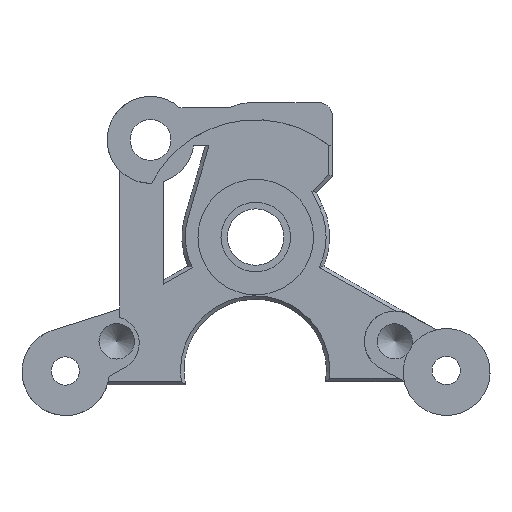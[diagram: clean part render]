
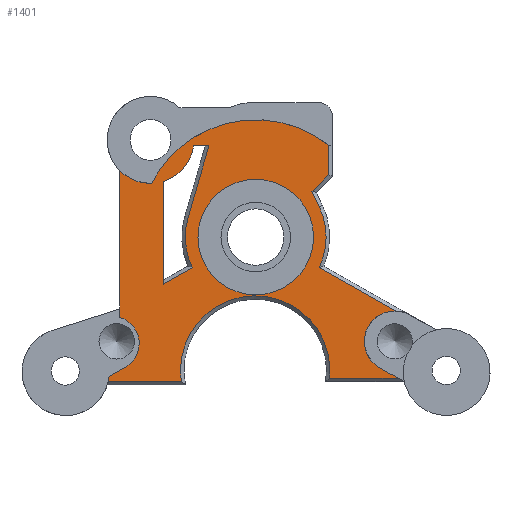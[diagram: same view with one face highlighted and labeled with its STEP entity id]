
A CAD part, front view. The second image highlights one B-rep face of the part: STEP entity #1401.
In plain terms, the highlighted planar face has unit normal (0, -1, 0).
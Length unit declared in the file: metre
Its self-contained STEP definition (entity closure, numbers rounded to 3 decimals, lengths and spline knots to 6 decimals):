
#59=CIRCLE('',#1471,0.013726);
#62=CIRCLE('',#1476,0.005);
#68=CIRCLE('',#1488,0.0035);
#72=CIRCLE('',#1494,0.00665);
#76=CIRCLE('',#1507,0.0081);
#77=CIRCLE('',#1510,0.0086);
#78=CIRCLE('',#1514,0.0081);
#89=CIRCLE('',#1543,0.003124);
#91=CIRCLE('',#1547,0.0135);
#93=CIRCLE('',#1554,0.005);
#96=CIRCLE('',#1562,0.00502);
#119=LINE('',#2003,#234);
#161=LINE('',#2174,#276);
#192=LINE('',#2284,#307);
#195=LINE('',#2290,#310);
#198=LINE('',#2298,#313);
#200=LINE('',#2309,#315);
#201=LINE('',#2316,#316);
#209=LINE('',#2345,#324);
#210=LINE('',#2347,#325);
#217=LINE('',#2371,#332);
#222=LINE('',#2391,#337);
#225=LINE('',#2396,#340);
#226=LINE('',#2398,#341);
#231=LINE('',#2420,#346);
#234=VECTOR('',#1578,1.);
#276=VECTOR('',#1714,1.);
#307=VECTOR('',#1819,1.);
#310=VECTOR('',#1824,1.);
#313=VECTOR('',#1833,1.);
#315=VECTOR('',#1841,1.);
#316=VECTOR('',#1844,1.);
#324=VECTOR('',#1880,1.);
#325=VECTOR('',#1883,1.);
#332=VECTOR('',#1912,1.);
#337=VECTOR('',#1937,1.);
#340=VECTOR('',#1942,1.);
#341=VECTOR('',#1945,1.);
#346=VECTOR('',#1976,1.);
#677=ORIENTED_EDGE('',*,*,#821,.T.);
#678=ORIENTED_EDGE('',*,*,#920,.T.);
#679=ORIENTED_EDGE('',*,*,#917,.F.);
#680=ORIENTED_EDGE('',*,*,#814,.F.);
#681=ORIENTED_EDGE('',*,*,#909,.F.);
#682=ORIENTED_EDGE('',*,*,#904,.T.);
#683=ORIENTED_EDGE('',*,*,#928,.T.);
#684=ORIENTED_EDGE('',*,*,#929,.T.);
#685=ORIENTED_EDGE('',*,*,#873,.F.);
#686=ORIENTED_EDGE('',*,*,#741,.T.);
#687=ORIENTED_EDGE('',*,*,#893,.F.);
#688=ORIENTED_EDGE('',*,*,#843,.F.);
#689=ORIENTED_EDGE('',*,*,#865,.T.);
#690=ORIENTED_EDGE('',*,*,#871,.T.);
#691=ORIENTED_EDGE('',*,*,#872,.T.);
#692=ORIENTED_EDGE('',*,*,#868,.T.);
#693=ORIENTED_EDGE('',*,*,#892,.T.);
#694=ORIENTED_EDGE('',*,*,#913,.T.);
#695=ORIENTED_EDGE('',*,*,#918,.F.);
#696=ORIENTED_EDGE('',*,*,#827,.F.);
#697=ORIENTED_EDGE('',*,*,#914,.T.);
#698=ORIENTED_EDGE('',*,*,#878,.T.);
#699=ORIENTED_EDGE('',*,*,#881,.T.);
#700=ORIENTED_EDGE('',*,*,#876,.T.);
#701=ORIENTED_EDGE('',*,*,#847,.F.);
#741=EDGE_CURVE('',#933,#936,#119,.T.);
#814=EDGE_CURVE('',#986,#984,#161,.T.);
#821=EDGE_CURVE('',#994,#993,#59,.T.);
#827=EDGE_CURVE('',#998,#997,#62,.T.);
#843=EDGE_CURVE('',#1011,#1008,#68,.T.);
#847=EDGE_CURVE('',#1015,#1015,#72,.T.);
#865=EDGE_CURVE('',#1011,#1024,#192,.T.);
#868=EDGE_CURVE('',#1027,#1026,#195,.T.);
#871=EDGE_CURVE('',#1024,#1028,#76,.T.);
#872=EDGE_CURVE('',#1028,#1027,#198,.T.);
#873=EDGE_CURVE('',#933,#1029,#77,.T.);
#876=EDGE_CURVE('',#1031,#1030,#200,.T.);
#878=EDGE_CURVE('',#1032,#1033,#201,.T.);
#881=EDGE_CURVE('',#1033,#1031,#78,.T.);
#892=EDGE_CURVE('',#1026,#1038,#209,.T.);
#893=EDGE_CURVE('',#1008,#936,#210,.T.);
#904=EDGE_CURVE('',#1045,#1043,#217,.T.);
#909=EDGE_CURVE('',#1045,#986,#89,.T.);
#913=EDGE_CURVE('',#1038,#994,#91,.T.);
#914=EDGE_CURVE('',#998,#1032,#222,.T.);
#917=EDGE_CURVE('',#984,#1050,#225,.T.);
#918=EDGE_CURVE('',#997,#1030,#226,.T.);
#920=EDGE_CURVE('',#993,#1050,#93,.T.);
#928=EDGE_CURVE('',#1043,#1054,#96,.T.);
#929=EDGE_CURVE('',#1054,#1029,#231,.T.);
#933=VERTEX_POINT('',#1996);
#936=VERTEX_POINT('',#2002);
#984=VERTEX_POINT('',#2169);
#986=VERTEX_POINT('',#2173);
#993=VERTEX_POINT('',#2189);
#994=VERTEX_POINT('',#2191);
#997=VERTEX_POINT('',#2200);
#998=VERTEX_POINT('',#2202);
#1008=VERTEX_POINT('',#2230);
#1011=VERTEX_POINT('',#2236);
#1015=VERTEX_POINT('',#2247);
#1024=VERTEX_POINT('',#2283);
#1026=VERTEX_POINT('',#2289);
#1027=VERTEX_POINT('',#2291);
#1028=VERTEX_POINT('',#2295);
#1029=VERTEX_POINT('',#2301);
#1030=VERTEX_POINT('',#2308);
#1031=VERTEX_POINT('',#2310);
#1032=VERTEX_POINT('',#2317);
#1033=VERTEX_POINT('',#2318);
#1038=VERTEX_POINT('',#2344);
#1043=VERTEX_POINT('',#2369);
#1045=VERTEX_POINT('',#2372);
#1050=VERTEX_POINT('',#2394);
#1054=VERTEX_POINT('',#2417);
#1157=EDGE_LOOP('',(#677,#678,#679,#680,#681,#682,#683,#684,#685,#686,#687,
#688,#689,#690,#691,#692,#693,#694));
#1158=EDGE_LOOP('',(#695,#696,#697,#698,#699,#700));
#1159=EDGE_LOOP('',(#701));
#1261=FACE_BOUND('',#1157,.T.);
#1262=FACE_BOUND('',#1158,.T.);
#1263=FACE_BOUND('',#1159,.T.);
#1320=PLANE('',#1563);
#1401=ADVANCED_FACE('',(#1261,#1262,#1263),#1320,.T.);
#1471=AXIS2_PLACEMENT_3D('',#2190,#1726,#1727);
#1476=AXIS2_PLACEMENT_3D('',#2203,#1739,#1740);
#1488=AXIS2_PLACEMENT_3D('',#2237,#1772,#1773);
#1494=AXIS2_PLACEMENT_3D('',#2246,#1784,#1785);
#1507=AXIS2_PLACEMENT_3D('',#2296,#1829,#1830);
#1510=AXIS2_PLACEMENT_3D('',#2300,#1836,#1837);
#1514=AXIS2_PLACEMENT_3D('',#2322,#1849,#1850);
#1543=AXIS2_PLACEMENT_3D('',#2382,#1923,#1924);
#1547=AXIS2_PLACEMENT_3D('',#2389,#1933,#1934);
#1554=AXIS2_PLACEMENT_3D('',#2402,#1952,#1953);
#1562=AXIS2_PLACEMENT_3D('',#2418,#1972,#1973);
#1563=AXIS2_PLACEMENT_3D('',#2419,#1974,#1975);
#1578=DIRECTION('',(1.,0.,0.));
#1714=DIRECTION('',(0.,0.,1.));
#1726=DIRECTION('',(0.,-1.,0.));
#1727=DIRECTION('',(0.,0.,-1.));
#1739=DIRECTION('',(0.,1.,0.));
#1740=DIRECTION('',(0.,0.,-1.));
#1772=DIRECTION('',(0.,-1.,0.));
#1773=DIRECTION('',(0.,0.,-1.));
#1784=DIRECTION('',(0.,-1.,0.));
#1785=DIRECTION('',(0.,0.,1.));
#1819=DIRECTION('',(-0.87,0.,0.493));
#1824=DIRECTION('',(0.707,0.,0.707));
#1829=DIRECTION('',(0.,-1.,0.));
#1830=DIRECTION('',(0.,0.,1.));
#1833=DIRECTION('',(-0.431,0.,0.902));
#1836=DIRECTION('',(0.,-1.,0.));
#1837=DIRECTION('',(0.,0.,-1.));
#1841=DIRECTION('',(-0.87,0.,-0.493));
#1844=DIRECTION('',(-0.279,0.,-0.96));
#1849=DIRECTION('',(0.,-1.,0.));
#1850=DIRECTION('',(0.,0.,1.));
#1880=DIRECTION('',(0.,0.,1.));
#1883=DIRECTION('',(0.87,0.,-0.493));
#1912=DIRECTION('',(-0.87,0.,-0.493));
#1923=DIRECTION('',(0.,-1.,0.));
#1924=DIRECTION('',(0.,0.,-1.));
#1933=DIRECTION('',(0.,-1.,0.));
#1934=DIRECTION('',(0.,0.,1.));
#1937=DIRECTION('',(1.,0.,0.));
#1942=DIRECTION('',(0.,0.,1.));
#1945=DIRECTION('',(0.,0.,-1.));
#1952=DIRECTION('',(0.,1.,0.));
#1953=DIRECTION('',(0.,0.,-1.));
#1972=DIRECTION('',(0.,1.,0.));
#1973=DIRECTION('',(0.,0.,-1.));
#1974=DIRECTION('',(0.,-1.,0.));
#1975=DIRECTION('',(1.,0.,0.));
#1976=DIRECTION('',(1.,0.,0.));
#1996=CARTESIAN_POINT('',(-0.047266,0.030963,0.074185));
#2002=CARTESIAN_POINT('',(-0.039374,0.030963,0.074185));
#2003=CARTESIAN_POINT('',(-0.047266,0.030963,0.074185));
#2169=CARTESIAN_POINT('',(-0.07141,0.030963,0.082148));
#2173=CARTESIAN_POINT('',(-0.07141,0.030963,0.081187));
#2174=CARTESIAN_POINT('',(-0.07141,0.030963,0.081187));
#2189=CARTESIAN_POINT('',(-0.067755,0.030963,0.09661));
#2190=CARTESIAN_POINT('',(-0.055581,0.030963,0.090271));
#2191=CARTESIAN_POINT('',(-0.062873,0.030963,0.101899));
#2200=CARTESIAN_POINT('',(-0.06641,0.030963,0.096825));
#2202=CARTESIAN_POINT('',(-0.062912,0.030963,0.100925));
#2203=CARTESIAN_POINT('',(-0.067865,0.030963,0.101609));
#2230=CARTESIAN_POINT('',(-0.041484,0.030963,0.075379));
#2236=CARTESIAN_POINT('',(-0.039647,0.030963,0.081923));
#2237=CARTESIAN_POINT('',(-0.03976,0.030963,0.078425));
#2246=CARTESIAN_POINT('',(-0.05576,0.030963,0.090425));
#2247=CARTESIAN_POINT('',(-0.05576,0.030963,0.097075));
#2283=CARTESIAN_POINT('',(-0.048461,0.030963,0.086913));
#2284=CARTESIAN_POINT('',(-0.039647,0.030963,0.081923));
#2289=CARTESIAN_POINT('',(-0.04736,0.030963,0.097591));
#2290=CARTESIAN_POINT('',(-0.049287,0.030963,0.095664));
#2291=CARTESIAN_POINT('',(-0.049287,0.030963,0.095664));
#2295=CARTESIAN_POINT('',(-0.048453,0.030963,0.09392));
#2296=CARTESIAN_POINT('',(-0.05576,0.030963,0.090425));
#2298=CARTESIAN_POINT('',(-0.04819,0.030963,0.093371));
#2300=CARTESIAN_POINT('',(-0.055821,0.030963,0.075065));
#2301=CARTESIAN_POINT('',(-0.064331,0.030963,0.073825));
#2308=CARTESIAN_POINT('',(-0.06641,0.030963,0.085016));
#2309=CARTESIAN_POINT('',(-0.063059,0.030963,0.086913));
#2310=CARTESIAN_POINT('',(-0.063059,0.030963,0.086913));
#2316=CARTESIAN_POINT('',(-0.063719,0.030963,0.092063));
#2317=CARTESIAN_POINT('',(-0.061143,0.030963,0.100925));
#2318=CARTESIAN_POINT('',(-0.063538,0.030963,0.092686));
#2322=CARTESIAN_POINT('',(-0.05576,0.030963,0.090425));
#2344=CARTESIAN_POINT('',(-0.04736,0.030963,0.100994));
#2345=CARTESIAN_POINT('',(-0.04736,0.030963,0.097591));
#2347=CARTESIAN_POINT('',(-0.041484,0.030963,0.075379));
#2369=CARTESIAN_POINT('',(-0.07264,0.030963,0.074406));
#2371=CARTESIAN_POINT('',(-0.070756,0.030963,0.075473));
#2372=CARTESIAN_POINT('',(-0.070756,0.030963,0.075473));
#2382=CARTESIAN_POINT('',(-0.072295,0.030963,0.078191));
#2389=CARTESIAN_POINT('',(-0.05576,0.030963,0.090425));
#2391=CARTESIAN_POINT('',(-0.062912,0.030963,0.100925));
#2394=CARTESIAN_POINT('',(-0.07141,0.030963,0.098083));
#2396=CARTESIAN_POINT('',(-0.07141,0.030963,0.082148));
#2398=CARTESIAN_POINT('',(-0.06641,0.030963,0.096825));
#2402=CARTESIAN_POINT('',(-0.067865,0.030963,0.101609));
#2417=CARTESIAN_POINT('',(-0.072733,0.030963,0.073825));
#2418=CARTESIAN_POINT('',(-0.077635,0.030963,0.074908));
#2419=CARTESIAN_POINT('',(-0.05576,0.030963,0.08975));
#2420=CARTESIAN_POINT('',(-0.072733,0.030963,0.073825));
